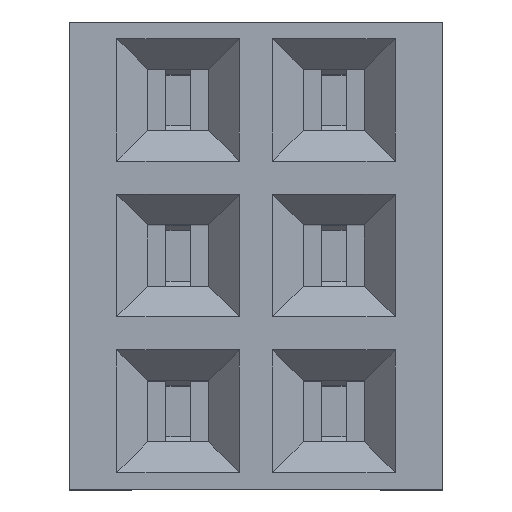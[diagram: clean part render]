
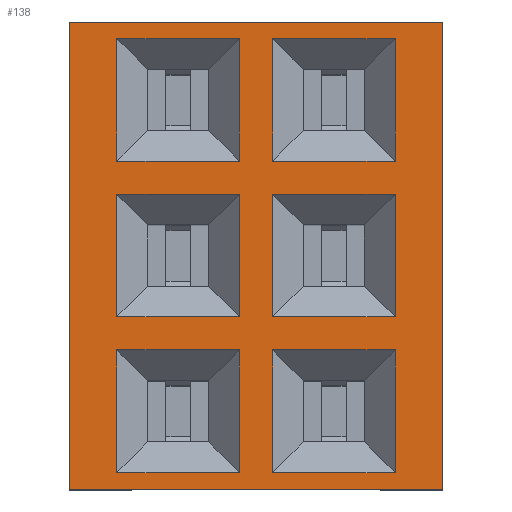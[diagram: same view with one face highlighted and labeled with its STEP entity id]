
A CAD part, top view. The second image highlights one B-rep face of the part: STEP entity #138.
In plain terms, the highlighted planar face has unit normal (0, 0, 1).
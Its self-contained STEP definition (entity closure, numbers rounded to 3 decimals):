
#13=DIRECTION('',(0.,0.,1.));
#24=VERTEX_POINT('',#25);
#25=CARTESIAN_POINT('',(0.89,-3.175,4.4));
#28=ORIENTED_EDGE('',*,*,#29,.T.);
#29=EDGE_CURVE('',#24,#30,#32,.T.);
#30=VERTEX_POINT('',#31);
#31=CARTESIAN_POINT('',(0.89,0.635,4.4));
#32=LINE('',#25,#33);
#33=VECTOR('',#34,1.);
#34=DIRECTION('',(0.,1.,0.));
#45=DIRECTION('',(-1.,0.,0.));
#56=VECTOR('',#57,1.);
#57=DIRECTION('',(1.,0.,0.));
#60=VERTEX_POINT('',#61);
#61=CARTESIAN_POINT('',(-2.16,-3.175,4.4));
#63=ORIENTED_EDGE('',*,*,#64,.T.);
#64=EDGE_CURVE('',#60,#24,#65,.T.);
#65=LINE('',#61,#56);
#94=VECTOR('',#45,1.);
#96=ORIENTED_EDGE('',*,*,#97,.T.);
#97=EDGE_CURVE('',#30,#98,#100,.T.);
#98=VERTEX_POINT('',#99);
#99=CARTESIAN_POINT('',(-2.16,0.635,4.4));
#100=LINE('',#31,#94);
#125=DIRECTION('',(0.,-1.,0.));
#138=ADVANCED_FACE('',(#139,#145,#175,#197,#219,#241,#263),#285,.T.);
#139=FACE_BOUND('',#140,.T.);
#140=EDGE_LOOP('',(#28,#96,#141,#63));
#141=ORIENTED_EDGE('',*,*,#142,.T.);
#142=EDGE_CURVE('',#98,#60,#143,.T.);
#143=LINE('',#99,#144);
#144=VECTOR('',#125,1.);
#145=FACE_BOUND('',#146,.T.);
#146=EDGE_LOOP('',(#147,#156,#163,#170));
#147=ORIENTED_EDGE('',*,*,#148,.F.);
#148=EDGE_CURVE('',#149,#151,#153,.T.);
#149=VERTEX_POINT('',#150);
#150=CARTESIAN_POINT('',(-0.5,-2.04,4.4));
#151=VERTEX_POINT('',#152);
#152=CARTESIAN_POINT('',(-0.5,-3.04,4.4));
#153=LINE('',#150,#154);
#154=VECTOR('',#155,1.);
#155=DIRECTION('',(0.,-1.,0.));
#156=ORIENTED_EDGE('',*,*,#157,.F.);
#157=EDGE_CURVE('',#158,#149,#160,.T.);
#158=VERTEX_POINT('',#159);
#159=CARTESIAN_POINT('',(0.5,-2.04,4.4));
#160=LINE('',#159,#161);
#161=VECTOR('',#162,1.);
#162=DIRECTION('',(-1.,0.,0.));
#163=ORIENTED_EDGE('',*,*,#164,.F.);
#164=EDGE_CURVE('',#165,#158,#167,.T.);
#165=VERTEX_POINT('',#166);
#166=CARTESIAN_POINT('',(0.5,-3.04,4.4));
#167=LINE('',#166,#168);
#168=VECTOR('',#169,1.);
#169=DIRECTION('',(0.,1.,0.));
#170=ORIENTED_EDGE('',*,*,#171,.F.);
#171=EDGE_CURVE('',#151,#165,#172,.T.);
#172=LINE('',#152,#173);
#173=VECTOR('',#174,1.);
#174=DIRECTION('',(1.,0.,0.));
#175=FACE_BOUND('',#176,.T.);
#176=EDGE_LOOP('',(#177,#184,#189,#194));
#177=ORIENTED_EDGE('',*,*,#178,.F.);
#178=EDGE_CURVE('',#179,#181,#183,.T.);
#179=VERTEX_POINT('',#180);
#180=CARTESIAN_POINT('',(-0.5,-0.77,4.4));
#181=VERTEX_POINT('',#182);
#182=CARTESIAN_POINT('',(-0.5,-1.77,4.4));
#183=LINE('',#180,#154);
#184=ORIENTED_EDGE('',*,*,#185,.F.);
#185=EDGE_CURVE('',#186,#179,#188,.T.);
#186=VERTEX_POINT('',#187);
#187=CARTESIAN_POINT('',(0.5,-0.77,4.4));
#188=LINE('',#187,#161);
#189=ORIENTED_EDGE('',*,*,#190,.F.);
#190=EDGE_CURVE('',#191,#186,#193,.T.);
#191=VERTEX_POINT('',#192);
#192=CARTESIAN_POINT('',(0.5,-1.77,4.4));
#193=LINE('',#192,#168);
#194=ORIENTED_EDGE('',*,*,#195,.F.);
#195=EDGE_CURVE('',#181,#191,#196,.T.);
#196=LINE('',#182,#173);
#197=FACE_BOUND('',#198,.T.);
#198=EDGE_LOOP('',(#199,#206,#211,#216));
#199=ORIENTED_EDGE('',*,*,#200,.F.);
#200=EDGE_CURVE('',#201,#203,#205,.T.);
#201=VERTEX_POINT('',#202);
#202=CARTESIAN_POINT('',(-0.5,0.5,4.4));
#203=VERTEX_POINT('',#204);
#204=CARTESIAN_POINT('',(-0.5,-0.5,4.4));
#205=LINE('',#202,#154);
#206=ORIENTED_EDGE('',*,*,#207,.F.);
#207=EDGE_CURVE('',#208,#201,#210,.T.);
#208=VERTEX_POINT('',#209);
#209=CARTESIAN_POINT('',(0.5,0.5,4.4));
#210=LINE('',#209,#161);
#211=ORIENTED_EDGE('',*,*,#212,.F.);
#212=EDGE_CURVE('',#213,#208,#215,.T.);
#213=VERTEX_POINT('',#214);
#214=CARTESIAN_POINT('',(0.5,-0.5,4.4));
#215=LINE('',#214,#168);
#216=ORIENTED_EDGE('',*,*,#217,.F.);
#217=EDGE_CURVE('',#203,#213,#218,.T.);
#218=LINE('',#204,#173);
#219=FACE_BOUND('',#220,.T.);
#220=EDGE_LOOP('',(#221,#228,#233,#238));
#221=ORIENTED_EDGE('',*,*,#222,.F.);
#222=EDGE_CURVE('',#223,#225,#227,.T.);
#223=VERTEX_POINT('',#224);
#224=CARTESIAN_POINT('',(-0.77,-3.04,4.4));
#225=VERTEX_POINT('',#226);
#226=CARTESIAN_POINT('',(-0.77,-2.04,4.4));
#227=LINE('',#224,#33);
#228=ORIENTED_EDGE('',*,*,#229,.F.);
#229=EDGE_CURVE('',#230,#223,#232,.T.);
#230=VERTEX_POINT('',#231);
#231=CARTESIAN_POINT('',(-1.77,-3.04,4.4));
#232=LINE('',#231,#56);
#233=ORIENTED_EDGE('',*,*,#234,.F.);
#234=EDGE_CURVE('',#235,#230,#237,.T.);
#235=VERTEX_POINT('',#236);
#236=CARTESIAN_POINT('',(-1.77,-2.04,4.4));
#237=LINE('',#236,#144);
#238=ORIENTED_EDGE('',*,*,#239,.F.);
#239=EDGE_CURVE('',#225,#235,#240,.T.);
#240=LINE('',#226,#94);
#241=FACE_BOUND('',#242,.T.);
#242=EDGE_LOOP('',(#243,#250,#255,#260));
#243=ORIENTED_EDGE('',*,*,#244,.F.);
#244=EDGE_CURVE('',#245,#247,#249,.T.);
#245=VERTEX_POINT('',#246);
#246=CARTESIAN_POINT('',(-0.77,-1.77,4.4));
#247=VERTEX_POINT('',#248);
#248=CARTESIAN_POINT('',(-0.77,-0.77,4.4));
#249=LINE('',#246,#33);
#250=ORIENTED_EDGE('',*,*,#251,.F.);
#251=EDGE_CURVE('',#252,#245,#254,.T.);
#252=VERTEX_POINT('',#253);
#253=CARTESIAN_POINT('',(-1.77,-1.77,4.4));
#254=LINE('',#253,#56);
#255=ORIENTED_EDGE('',*,*,#256,.F.);
#256=EDGE_CURVE('',#257,#252,#259,.T.);
#257=VERTEX_POINT('',#258);
#258=CARTESIAN_POINT('',(-1.77,-0.77,4.4));
#259=LINE('',#258,#144);
#260=ORIENTED_EDGE('',*,*,#261,.F.);
#261=EDGE_CURVE('',#247,#257,#262,.T.);
#262=LINE('',#248,#94);
#263=FACE_BOUND('',#264,.T.);
#264=EDGE_LOOP('',(#265,#272,#277,#282));
#265=ORIENTED_EDGE('',*,*,#266,.F.);
#266=EDGE_CURVE('',#267,#269,#271,.T.);
#267=VERTEX_POINT('',#268);
#268=CARTESIAN_POINT('',(-0.77,-0.5,4.4));
#269=VERTEX_POINT('',#270);
#270=CARTESIAN_POINT('',(-0.77,0.5,4.4));
#271=LINE('',#268,#33);
#272=ORIENTED_EDGE('',*,*,#273,.F.);
#273=EDGE_CURVE('',#274,#267,#276,.T.);
#274=VERTEX_POINT('',#275);
#275=CARTESIAN_POINT('',(-1.77,-0.5,4.4));
#276=LINE('',#275,#56);
#277=ORIENTED_EDGE('',*,*,#278,.F.);
#278=EDGE_CURVE('',#279,#274,#281,.T.);
#279=VERTEX_POINT('',#280);
#280=CARTESIAN_POINT('',(-1.77,0.5,4.4));
#281=LINE('',#280,#144);
#282=ORIENTED_EDGE('',*,*,#283,.F.);
#283=EDGE_CURVE('',#269,#279,#284,.T.);
#284=LINE('',#270,#94);
#285=PLANE('',#286);
#286=AXIS2_PLACEMENT_3D('',#287,#13,#34);
#287=CARTESIAN_POINT('',(-0.635,-1.27,4.4));
